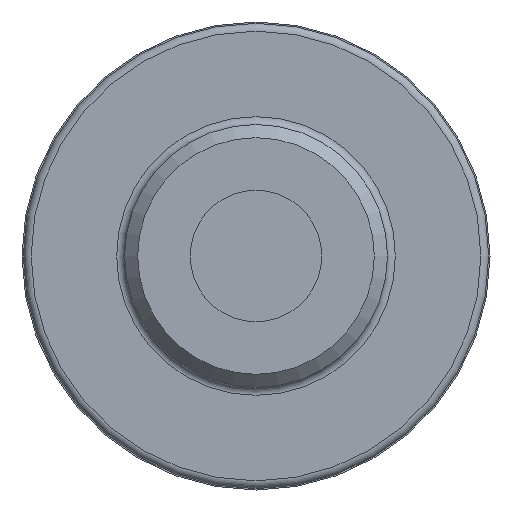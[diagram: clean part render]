
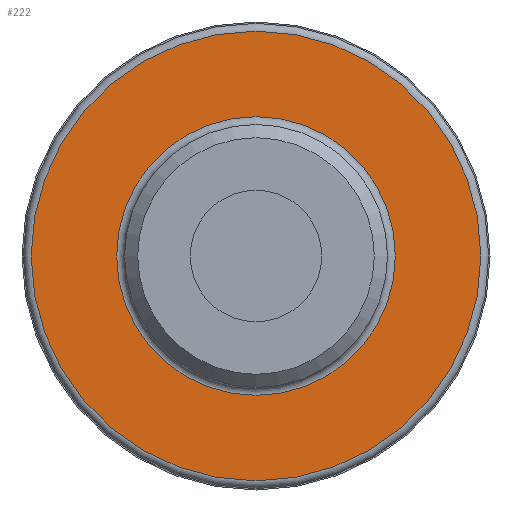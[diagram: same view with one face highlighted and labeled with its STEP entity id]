
A CAD part, front view. The second image highlights one B-rep face of the part: STEP entity #222.
In plain terms, the highlighted planar face has unit normal (0, -1, 0).
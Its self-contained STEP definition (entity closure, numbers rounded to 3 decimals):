
#24=PLANE('',#244);
#40=ORIENTED_EDGE('',*,*,#58,.F.);
#41=ORIENTED_EDGE('',*,*,#57,.T.);
#57=EDGE_CURVE('',#68,#68,#79,.T.);
#58=EDGE_CURVE('',#69,#69,#80,.T.);
#68=VERTEX_POINT('',#320);
#69=VERTEX_POINT('',#323);
#79=CIRCLE('',#243,8.55);
#80=CIRCLE('',#245,5.3);
#95=EDGE_LOOP('',(#40));
#96=EDGE_LOOP('',(#41));
#117=FACE_BOUND('',#95,.T.);
#118=FACE_BOUND('',#96,.T.);
#222=ADVANCED_FACE('',(#117,#118),#24,.F.);
#243=AXIS2_PLACEMENT_3D('',#319,#277,#278);
#244=AXIS2_PLACEMENT_3D('',#321,#279,#280);
#245=AXIS2_PLACEMENT_3D('',#322,#281,#282);
#277=DIRECTION('',(0.,-1.,0.));
#278=DIRECTION('',(0.,0.,-1.));
#279=DIRECTION('',(0.,1.,0.));
#280=DIRECTION('',(0.,0.,1.));
#281=DIRECTION('',(0.,-1.,0.));
#282=DIRECTION('',(0.,0.,-1.));
#319=CARTESIAN_POINT('',(0.,0.,0.));
#320=CARTESIAN_POINT('',(0.,0.,-8.55));
#321=CARTESIAN_POINT('',(8.55,0.,0.));
#322=CARTESIAN_POINT('',(0.,0.,0.));
#323=CARTESIAN_POINT('',(0.,0.,-5.3));
